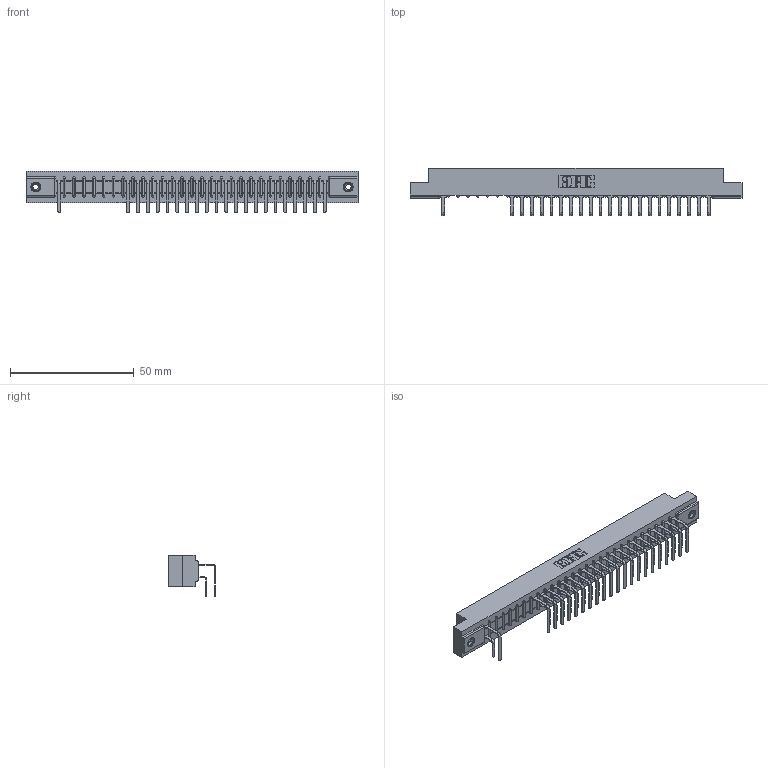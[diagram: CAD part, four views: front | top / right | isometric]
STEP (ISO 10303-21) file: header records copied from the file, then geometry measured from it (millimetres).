
FILE_DESCRIPTION (( 'STEP AP203' ), '1' );
FILE_NAME ('307-028-558-108.STEP', '2018-08-04T16:07:46', ( '' ), ( '' ), 'SwSTEP 2.0', 'SolidWorks 2016', '' );
FILE_SCHEMA (( 'CONFIG_CONTROL_DESIGN' ));
Length unit declared in the file: inch
Products named in the file (5): 307-290-001_558 - 2 (Single); 345-250-001_345-250-003-102; 307-028-558-108; 307 Part_.156 Dia Mounting Holes; 307-290-001_558 559 - 1 (Single)
Assembly tree (46 placements, depth 2):
  307-028-558-108
    307 Part_.156 Dia Mounting Holes
    307-290-001_558 559 - 1 (Single)  x21
    307-290-001_558 - 2 (Single)  x22
    345-250-001_345-250-003-102  x2
Bounding box: 133.96 x 18.96 x 16.8 mm (x, y, z)
Volume: 14163.3 mm3; surface area: 17083.7 mm2
Topology: 46 solids, 46 shells, 2487 faces, 6981 edges, 4510 vertices
Faces by surface type: plane 1599, cylinder 814, sphere 58, cone 12, torus 4
Entity records: 28842 total; most frequent: CARTESIAN_POINT 4764, ORIENTED_EDGE 4726, DIRECTION 4667, EDGE_CURVE 2363, LINE 1805, VECTOR 1805, VERTEX_POINT 1528, AXIS2_PLACEMENT_3D 1431
